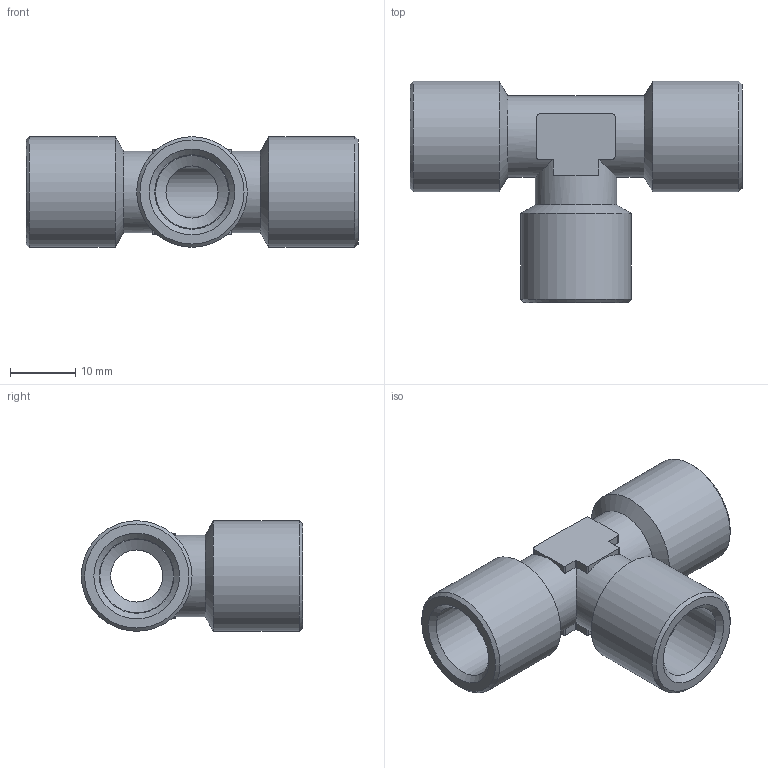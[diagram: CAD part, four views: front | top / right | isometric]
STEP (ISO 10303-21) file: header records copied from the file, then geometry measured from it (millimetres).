
FILE_DESCRIPTION(/* description */ ('STEP AP214'),/* implementation_level */ '2;1');
FILE_NAME(/* name */ '254.34',/* time_stamp */ '2023-09-29T08:16:47+02:00',/* author */ ('License CC BY-ND 4.0'),/* organization */ ('CADENAS'),/* preprocessor_version */ 'ST-DEVELOPER v19.3',/* originating_system */ 'PARTsolutions',/* authorisation */ ' ');
FILE_SCHEMA (('INTEGRATED_CNC_SCHEMA','AUTOMOTIVE_DESIGN {1 0 10303 214 3 1 1}'));
Length unit declared in the file: millimetre
Products named in the file (1): 254.34
Bounding box: 51 x 34 x 17 mm (x, y, z)
Volume: 7808.6 mm3; surface area: 6079 mm2
Topology: 1 solids, 1 shells, 65 faces, 164 edges, 103 vertices
Faces by surface type: cylinder 29, plane 24, cone 12
Full cylindrical faces by diameter (mm): 8 x2, 11.2 x1, 11.3 x2, 11.445 x3, 12.5 x2, 17 x3
Entity records: 1838 total; most frequent: CARTESIAN_POINT 360, DIRECTION 302, ORIENTED_EDGE 268, EDGE_CURVE 134, AXIS2_PLACEMENT_3D 122, VERTEX_POINT 100, EDGE_LOOP 98, FACE_BOUND 98
